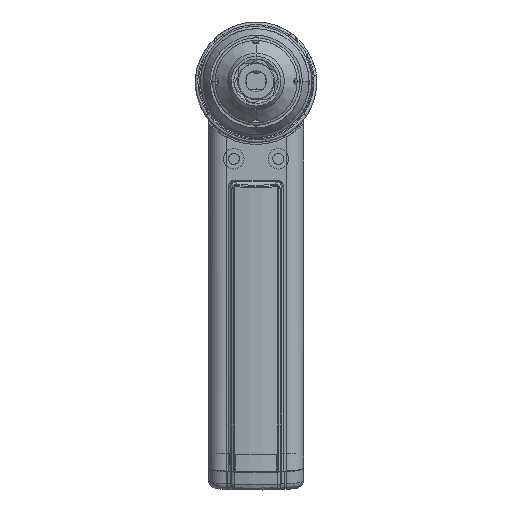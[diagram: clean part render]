
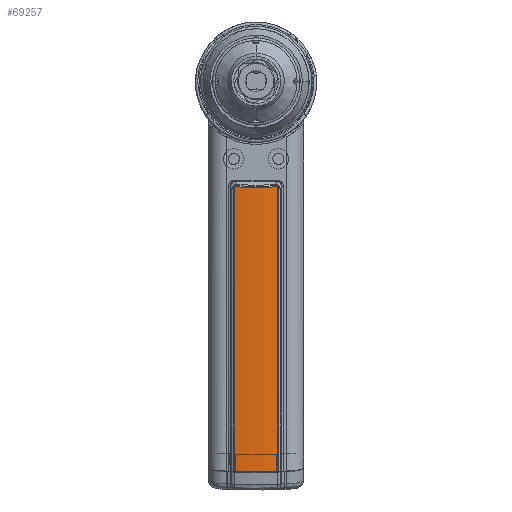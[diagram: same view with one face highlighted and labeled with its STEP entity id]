
A CAD part, top view. The second image highlights one B-rep face of the part: STEP entity #69257.
In plain terms, the highlighted cylindrical face has radius 86.25 mm (diameter 172.5 mm), a partial arc.
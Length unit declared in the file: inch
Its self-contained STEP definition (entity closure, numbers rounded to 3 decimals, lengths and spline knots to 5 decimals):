
#60360=CARTESIAN_POINT('',(0.,-8.95669,-3.1014));
#60361=DIRECTION('',(0.,-1.,0.));
#60362=DIRECTION('',(0.149,0.,0.989));
#60363=AXIS2_PLACEMENT_3D('',#60360,#60361,#60362);
#60420=DIRECTION('',(0.,-1.,0.));
#60421=VECTOR('',#60420,6.5104);
#60422=CARTESIAN_POINT('',(-0.50631,-2.44629,
0.25631));
#60423=LINE('',#60422,#60421);
#60424=CARTESIAN_POINT('',(-0.45627,-2.41152,
0.26348));
#60425=CARTESIAN_POINT('',(-0.46209,-2.41075,
0.26269));
#60426=CARTESIAN_POINT('',(-0.47291,-2.41038,
0.26119));
#60427=CARTESIAN_POINT('',(-0.48748,-2.41375,
0.25911));
#60428=CARTESIAN_POINT('',(-0.49823,-2.42113,
0.25753));
#60429=CARTESIAN_POINT('',(-0.50477,-2.43184,
0.25655));
#60430=CARTESIAN_POINT('',(-0.50631,-2.44112,
0.25631));
#60431=CARTESIAN_POINT('',(-0.50631,-2.44629,
0.25631));
#60433=CARTESIAN_POINT('',(0.45627,-2.41152,
0.26348));
#60434=CARTESIAN_POINT('',(0.35554,-2.42481,
0.27713));
#60435=CARTESIAN_POINT('',(0.15284,-2.44261,
0.29541));
#60436=CARTESIAN_POINT('',(-0.15276,-2.44262,
0.29542));
#60437=CARTESIAN_POINT('',(-0.35551,-2.42482,
0.27714));
#60438=CARTESIAN_POINT('',(-0.45627,-2.41152,
0.26348));
#60440=CARTESIAN_POINT('',(0.50631,-2.44629,
0.25631));
#60441=CARTESIAN_POINT('',(0.50631,-2.44112,
0.25631));
#60442=CARTESIAN_POINT('',(0.50476,-2.43184,
0.25655));
#60443=CARTESIAN_POINT('',(0.49823,-2.42113,
0.25753));
#60444=CARTESIAN_POINT('',(0.48748,-2.41375,
0.25911));
#60445=CARTESIAN_POINT('',(0.47291,-2.41038,
0.26119));
#60446=CARTESIAN_POINT('',(0.46209,-2.41075,
0.26269));
#60447=CARTESIAN_POINT('',(0.45627,-2.41152,
0.26348));
#60449=DIRECTION('',(0.,1.,0.));
#60450=VECTOR('',#60449,6.5104);
#60451=CARTESIAN_POINT('',(0.50631,-8.95669,
0.25631));
#60452=LINE('',#60451,#60450);
#66357=CARTESIAN_POINT('',(0.50631,-8.95669,
0.25631));
#66358=CARTESIAN_POINT('',(-0.50631,-8.95669,
0.25631));
#66359=VERTEX_POINT('',#66357);
#66360=VERTEX_POINT('',#66358);
#66367=VERTEX_POINT('',#60424);
#66368=VERTEX_POINT('',#60431);
#66369=VERTEX_POINT('',#60433);
#66370=VERTEX_POINT('',#60440);
#69240=CARTESIAN_POINT('',(0.,-2.22835,-3.1014));
#69241=DIRECTION('',(0.,-1.,0.));
#69242=DIRECTION('',(1.,0.,0.));
#69243=AXIS2_PLACEMENT_3D('',#69240,#69241,#69242);
#69244=CYLINDRICAL_SURFACE('',#69243,3.39567);
#69245=ORIENTED_EDGE('',*,*,#68880,.T.);
#69247=ORIENTED_EDGE('',*,*,#69246,.F.);
#69249=ORIENTED_EDGE('',*,*,#69248,.F.);
#69251=ORIENTED_EDGE('',*,*,#69250,.F.);
#69253=ORIENTED_EDGE('',*,*,#69252,.F.);
#69254=ORIENTED_EDGE('',*,*,#69222,.F.);
#69255=EDGE_LOOP('',(#69245,#69247,#69249,#69251,#69253,#69254));
#69256=FACE_OUTER_BOUND('',#69255,.F.);
#69257=ADVANCED_FACE('',(#69256),#69244,.T.);
#60364=CIRCLE('',#60363,3.39567);
#60432=B_SPLINE_CURVE_WITH_KNOTS('',3,(#60424,#60425,#60426,#60427,#60428,
#60429,#60430,#60431),.UNSPECIFIED.,.F.,.F.,(4,1,1,1,1,4),(0.,0.2,0.4,
0.6,0.8,1.),.UNSPECIFIED.);
#60439=B_SPLINE_CURVE_WITH_KNOTS('',3,(#60433,#60434,#60435,#60436,#60437,
#60438),.UNSPECIFIED.,.F.,.F.,(4,1,1,4),(0.,0.33333,
0.66667,1.),.UNSPECIFIED.);
#60448=B_SPLINE_CURVE_WITH_KNOTS('',3,(#60440,#60441,#60442,#60443,#60444,
#60445,#60446,#60447),.UNSPECIFIED.,.F.,.F.,(4,1,1,1,1,4),(0.,0.2,0.4,
0.6,0.8,1.),.UNSPECIFIED.);
#68880=EDGE_CURVE('',#66359,#66360,#60364,.T.);
#69222=EDGE_CURVE('',#66359,#66370,#60452,.T.);
#69246=EDGE_CURVE('',#66368,#66360,#60423,.T.);
#69248=EDGE_CURVE('',#66367,#66368,#60432,.T.);
#69250=EDGE_CURVE('',#66369,#66367,#60439,.T.);
#69252=EDGE_CURVE('',#66370,#66369,#60448,.T.);
